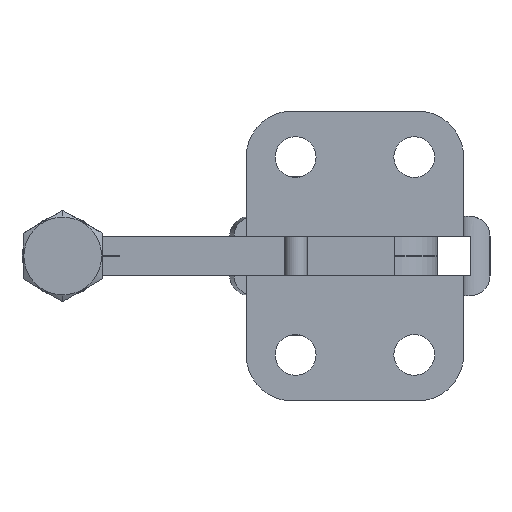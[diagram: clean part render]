
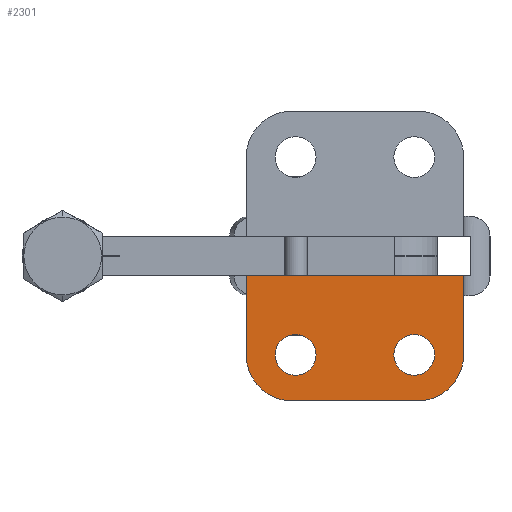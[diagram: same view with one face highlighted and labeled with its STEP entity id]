
A CAD part, front view. The second image highlights one B-rep face of the part: STEP entity #2301.
In plain terms, the highlighted planar face has unit normal (0, -1, 0).
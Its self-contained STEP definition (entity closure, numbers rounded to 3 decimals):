
#10 = VECTOR ( 'NONE', #6731, 1000. ) ;
#67 = AXIS2_PLACEMENT_3D ( 'NONE', #6095, #4757, #1388 ) ;
#168 = AXIS2_PLACEMENT_3D ( 'NONE', #2114, #4581, #7832 ) ;
#426 = EDGE_CURVE ( 'NONE', #5437, #8211, #1715, .T. ) ;
#438 = FACE_BOUND ( 'NONE', #6477, .T. ) ;
#468 = CARTESIAN_POINT ( 'NONE',  ( -37., 0., -6. ) ) ;
#478 = CARTESIAN_POINT ( 'NONE',  ( -30., 0., -22. ) ) ;
#592 = DIRECTION ( 'NONE',  ( 0., -1., 0. ) ) ;
#659 = AXIS2_PLACEMENT_3D ( 'NONE', #2264, #2245, #2215 ) ;
#717 = CARTESIAN_POINT ( 'NONE',  ( -30., 0., -22. ) ) ;
#785 = ORIENTED_EDGE ( 'NONE', *, *, #8221, .T. ) ;
#793 = PLANE ( 'NONE',  #67 ) ;
#812 = DIRECTION ( 'NONE',  ( 1., 0., 0. ) ) ;
#863 = EDGE_CURVE ( 'NONE', #8211, #5437, #8044, .T. ) ;
#921 = CIRCLE ( 'NONE', #659, 3.1 ) ;
#965 = CARTESIAN_POINT ( 'NONE',  ( -11., 0., -15. ) ) ;
#992 = VECTOR ( 'NONE', #812, 1000. ) ;
#1076 = ORIENTED_EDGE ( 'NONE', *, *, #1272, .F. ) ;
#1253 = ORIENTED_EDGE ( 'NONE', *, *, #5518, .T. ) ;
#1272 = EDGE_CURVE ( 'NONE', #1286, #3209, #921, .T. ) ;
#1286 = VERTEX_POINT ( 'NONE', #2007 ) ;
#1388 = DIRECTION ( 'NONE',  ( 1., 0., 0. ) ) ;
#1495 = LINE ( 'NONE', #2425, #6031 ) ;
#1586 = VERTEX_POINT ( 'NONE', #478 ) ;
#1637 = DIRECTION ( 'NONE',  ( -1., 0., 0. ) ) ;
#1714 = AXIS2_PLACEMENT_3D ( 'NONE', #8278, #592, #6379 ) ;
#1715 = CIRCLE ( 'NONE', #1714, 3.1 ) ;
#1782 = CARTESIAN_POINT ( 'NONE',  ( -8.4, 0., -15. ) ) ;
#1921 = CARTESIAN_POINT ( 'NONE',  ( -4., 0., -3. ) ) ;
#1944 = DIRECTION ( 'NONE',  ( 0., -1., 0. ) ) ;
#1962 = CARTESIAN_POINT ( 'NONE',  ( -29.5, 0., -15. ) ) ;
#1965 = LINE ( 'NONE', #5238, #10 ) ;
#2007 = CARTESIAN_POINT ( 'NONE',  ( -32.6, 0., -15. ) ) ;
#2081 = CARTESIAN_POINT ( 'NONE',  ( -37., 0., -3. ) ) ;
#2114 = CARTESIAN_POINT ( 'NONE',  ( -11.5, 0., -15. ) ) ;
#2215 = DIRECTION ( 'NONE',  ( -1., 0., 0. ) ) ;
#2245 = DIRECTION ( 'NONE',  ( 0., -1., 0. ) ) ;
#2264 = CARTESIAN_POINT ( 'NONE',  ( -29.5, 0., -15. ) ) ;
#2301 = ADVANCED_FACE ( 'NONE', ( #438, #8343, #6822 ), #793, .F. ) ;
#2338 = ORIENTED_EDGE ( 'NONE', *, *, #426, .F. ) ;
#2425 = CARTESIAN_POINT ( 'NONE',  ( -4., 0., -3. ) ) ;
#2562 = CIRCLE ( 'NONE', #5624, 7. ) ;
#2620 = EDGE_CURVE ( 'NONE', #1586, #4821, #6966, .T. ) ;
#2684 = CIRCLE ( 'NONE', #7308, 3.1 ) ;
#2742 = LINE ( 'NONE', #468, #5962 ) ;
#3209 = VERTEX_POINT ( 'NONE', #5573 ) ;
#3318 = CARTESIAN_POINT ( 'NONE',  ( -30., 0., -15. ) ) ;
#3394 = ORIENTED_EDGE ( 'NONE', *, *, #5930, .F. ) ;
#3748 = DIRECTION ( 'NONE',  ( 0., -1., 0. ) ) ;
#4052 = DIRECTION ( 'NONE',  ( -1., 0., 0. ) ) ;
#4106 = DIRECTION ( 'NONE',  ( -1., 0., 0. ) ) ;
#4132 = CIRCLE ( 'NONE', #5807, 7. ) ;
#4135 = DIRECTION ( 'NONE',  ( 0., 0., 1. ) ) ;
#4441 = EDGE_CURVE ( 'NONE', #3209, #1286, #2684, .T. ) ;
#4581 = DIRECTION ( 'NONE',  ( 0., -1., 0. ) ) ;
#4689 = EDGE_LOOP ( 'NONE', ( #7033, #2338 ) ) ;
#4757 = DIRECTION ( 'NONE',  ( 0., 1., 0. ) ) ;
#4821 = VERTEX_POINT ( 'NONE', #5343 ) ;
#4835 = EDGE_CURVE ( 'NONE', #7911, #5981, #1965, .T. ) ;
#4888 = CARTESIAN_POINT ( 'NONE',  ( -14.6, 0., -15. ) ) ;
#4967 = ORIENTED_EDGE ( 'NONE', *, *, #2620, .T. ) ;
#5238 = CARTESIAN_POINT ( 'NONE',  ( 0.243, 0., -3. ) ) ;
#5343 = CARTESIAN_POINT ( 'NONE',  ( -11., 0., -22. ) ) ;
#5437 = VERTEX_POINT ( 'NONE', #1782 ) ;
#5518 = EDGE_CURVE ( 'NONE', #8144, #1586, #2562, .T. ) ;
#5527 = DIRECTION ( 'NONE',  ( 0., -1., 0. ) ) ;
#5573 = CARTESIAN_POINT ( 'NONE',  ( -26.4, 0., -15. ) ) ;
#5624 = AXIS2_PLACEMENT_3D ( 'NONE', #3318, #1944, #4052 ) ;
#5807 = AXIS2_PLACEMENT_3D ( 'NONE', #965, #5527, #1637 ) ;
#5930 = EDGE_CURVE ( 'NONE', #8144, #5981, #2742, .T. ) ;
#5962 = VECTOR ( 'NONE', #4135, 1000. ) ;
#5981 = VERTEX_POINT ( 'NONE', #2081 ) ;
#6031 = VECTOR ( 'NONE', #6916, 1000. ) ;
#6095 = CARTESIAN_POINT ( 'NONE',  ( -3., 0., -3. ) ) ;
#6379 = DIRECTION ( 'NONE',  ( -1., 0., 0. ) ) ;
#6390 = CARTESIAN_POINT ( 'NONE',  ( -4., 0., -15. ) ) ;
#6471 = EDGE_LOOP ( 'NONE', ( #8283, #7185, #3394, #1253, #4967, #785 ) ) ;
#6477 = EDGE_LOOP ( 'NONE', ( #1076, #8246 ) ) ;
#6731 = DIRECTION ( 'NONE',  ( -1., 0., 0. ) ) ;
#6822 = FACE_OUTER_BOUND ( 'NONE', #6471, .T. ) ;
#6916 = DIRECTION ( 'NONE',  ( 0., 0., -1. ) ) ;
#6921 = EDGE_CURVE ( 'NONE', #7911, #7434, #1495, .T. ) ;
#6966 = LINE ( 'NONE', #717, #992 ) ;
#7033 = ORIENTED_EDGE ( 'NONE', *, *, #863, .F. ) ;
#7185 = ORIENTED_EDGE ( 'NONE', *, *, #4835, .T. ) ;
#7308 = AXIS2_PLACEMENT_3D ( 'NONE', #1962, #3748, #4106 ) ;
#7312 = CARTESIAN_POINT ( 'NONE',  ( -37., 0., -15. ) ) ;
#7434 = VERTEX_POINT ( 'NONE', #6390 ) ;
#7832 = DIRECTION ( 'NONE',  ( -1., 0., 0. ) ) ;
#7911 = VERTEX_POINT ( 'NONE', #1921 ) ;
#8044 = CIRCLE ( 'NONE', #168, 3.1 ) ;
#8144 = VERTEX_POINT ( 'NONE', #7312 ) ;
#8211 = VERTEX_POINT ( 'NONE', #4888 ) ;
#8221 = EDGE_CURVE ( 'NONE', #4821, #7434, #4132, .T. ) ;
#8246 = ORIENTED_EDGE ( 'NONE', *, *, #4441, .F. ) ;
#8278 = CARTESIAN_POINT ( 'NONE',  ( -11.5, 0., -15. ) ) ;
#8283 = ORIENTED_EDGE ( 'NONE', *, *, #6921, .F. ) ;
#8343 = FACE_BOUND ( 'NONE', #4689, .T. ) ;
